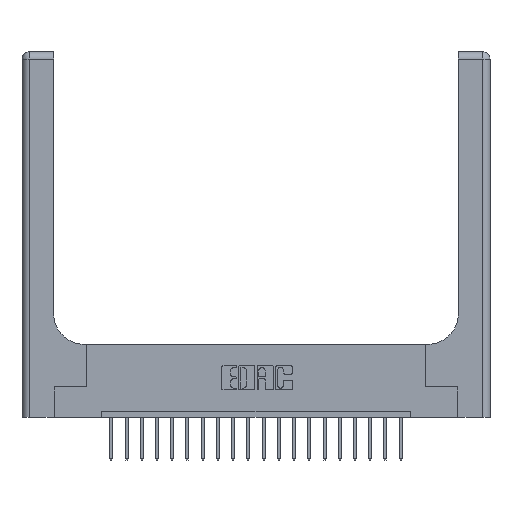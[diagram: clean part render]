
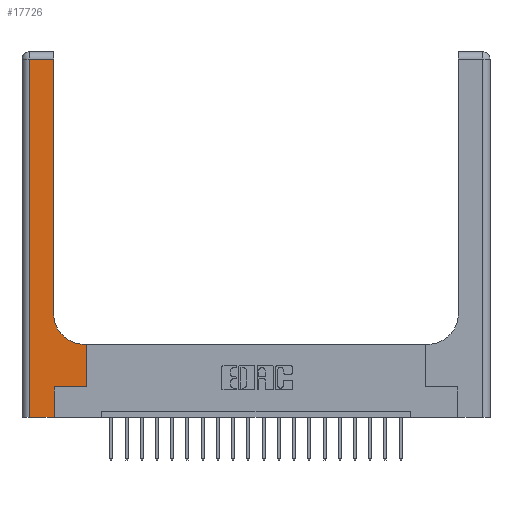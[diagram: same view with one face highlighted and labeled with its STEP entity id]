
A CAD part, top view. The second image highlights one B-rep face of the part: STEP entity #17726.
In plain terms, the highlighted planar face has unit normal (0, 0, 1).
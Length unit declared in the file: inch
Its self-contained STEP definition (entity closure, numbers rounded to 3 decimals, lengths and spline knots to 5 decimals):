
#29 = CARTESIAN_POINT ( 'NONE',  ( 0.06, 3., 0.37 ) ) ;
#1034 = AXIS2_PLACEMENT_3D ( 'NONE', #12207, #20091, #10629 ) ;
#1143 = LINE ( 'NONE', #1303, #3372 ) ;
#1303 = CARTESIAN_POINT ( 'NONE',  ( 0.26, 0.6, 0.37 ) ) ;
#1304 = ORIENTED_EDGE ( 'NONE', *, *, #11512, .T. ) ;
#1321 = LINE ( 'NONE', #19126, #3036 ) ;
#1510 = EDGE_CURVE ( 'NONE', #3695, #7652, #11350, .T. ) ;
#1785 = CARTESIAN_POINT ( 'NONE',  ( 0.51, 0.6, 0.37 ) ) ;
#1987 = ORIENTED_EDGE ( 'NONE', *, *, #3165, .T. ) ;
#2606 = AXIS2_PLACEMENT_3D ( 'NONE', #15291, #18333, #18592 ) ;
#2612 = ORIENTED_EDGE ( 'NONE', *, *, #1510, .T. ) ;
#2859 = VECTOR ( 'NONE', #17746, 39.37008 ) ;
#3036 = VECTOR ( 'NONE', #3511, 39.37008 ) ;
#3165 = EDGE_CURVE ( 'NONE', #13410, #4455, #14263, .T. ) ;
#3304 = DIRECTION ( 'NONE',  ( 1., 0., 0. ) ) ;
#3341 = VECTOR ( 'NONE', #3304, 39.37008 ) ;
#3357 = CARTESIAN_POINT ( 'NONE',  ( 0.26, 2.94, 0.37 ) ) ;
#3372 = VECTOR ( 'NONE', #18708, 39.37008 ) ;
#3511 = DIRECTION ( 'NONE',  ( 0., 1., 0. ) ) ;
#3549 = DIRECTION ( 'NONE',  ( -1., 0., 0. ) ) ;
#3695 = VERTEX_POINT ( 'NONE', #13273 ) ;
#3930 = VERTEX_POINT ( 'NONE', #3357 ) ;
#4455 = VERTEX_POINT ( 'NONE', #9743 ) ;
#4980 = CARTESIAN_POINT ( 'NONE',  ( 0.06, 0., 0.37 ) ) ;
#5612 = VERTEX_POINT ( 'NONE', #1785 ) ;
#5627 = ORIENTED_EDGE ( 'NONE', *, *, #6255, .T. ) ;
#5650 = ORIENTED_EDGE ( 'NONE', *, *, #15547, .T. ) ;
#5861 = EDGE_CURVE ( 'NONE', #7577, #9567, #17984, .T. ) ;
#6229 = FACE_OUTER_BOUND ( 'NONE', #13172, .T. ) ;
#6255 = EDGE_CURVE ( 'NONE', #10233, #3930, #1321, .T. ) ;
#6847 = CARTESIAN_POINT ( 'NONE',  ( 0., 0., 0.37 ) ) ;
#7577 = VERTEX_POINT ( 'NONE', #14925 ) ;
#7652 = VERTEX_POINT ( 'NONE', #12068 ) ;
#7670 = EDGE_CURVE ( 'NONE', #5612, #10233, #15909, .T. ) ;
#8037 = DIRECTION ( 'NONE',  ( 0., -1., 0. ) ) ;
#9567 = VERTEX_POINT ( 'NONE', #4980 ) ;
#9597 = LINE ( 'NONE', #12765, #3341 ) ;
#9743 = CARTESIAN_POINT ( 'NONE',  ( 0.265, 0.25, 0.37 ) ) ;
#9974 = CARTESIAN_POINT ( 'NONE',  ( 0.26, 0.85, 0.37 ) ) ;
#10233 = VERTEX_POINT ( 'NONE', #9974 ) ;
#10538 = ORIENTED_EDGE ( 'NONE', *, *, #13991, .T. ) ;
#10629 = DIRECTION ( 'NONE',  ( 1., 0., 0. ) ) ;
#11285 = VECTOR ( 'NONE', #13047, 39.37008 ) ;
#11292 = CARTESIAN_POINT ( 'NONE',  ( 0.528, 0.25, 0.37 ) ) ;
#11350 = LINE ( 'NONE', #11292, #2859 ) ;
#11509 = DIRECTION ( 'NONE',  ( 1., 0., 0. ) ) ;
#11512 = EDGE_CURVE ( 'NONE', #4455, #3695, #9597, .T. ) ;
#12027 = PLANE ( 'NONE',  #2606 ) ;
#12047 = LINE ( 'NONE', #17930, #18730 ) ;
#12068 = CARTESIAN_POINT ( 'NONE',  ( 0.528, 0.6, 0.37 ) ) ;
#12207 = CARTESIAN_POINT ( 'NONE',  ( 0.51, 0.85, 0.37 ) ) ;
#12765 = CARTESIAN_POINT ( 'NONE',  ( 0.265, 0.25, 0.37 ) ) ;
#13047 = DIRECTION ( 'NONE',  ( 0., 1., 0. ) ) ;
#13172 = EDGE_LOOP ( 'NONE', ( #5627, #5650, #14161, #14707, #1987, #1304, #2612, #10538, #18842 ) ) ;
#13273 = CARTESIAN_POINT ( 'NONE',  ( 0.528, 0.25, 0.37 ) ) ;
#13410 = VERTEX_POINT ( 'NONE', #16232 ) ;
#13761 = VECTOR ( 'NONE', #8037, 39.37008 ) ;
#13991 = EDGE_CURVE ( 'NONE', #7652, #5612, #1143, .T. ) ;
#14161 = ORIENTED_EDGE ( 'NONE', *, *, #5861, .T. ) ;
#14263 = LINE ( 'NONE', #16418, #11285 ) ;
#14707 = ORIENTED_EDGE ( 'NONE', *, *, #19960, .T. ) ;
#14925 = CARTESIAN_POINT ( 'NONE',  ( 0.06, 2.94, 0.37 ) ) ;
#15291 = CARTESIAN_POINT ( 'NONE',  ( 0., 3., 0.37 ) ) ;
#15524 = VECTOR ( 'NONE', #11509, 39.37008 ) ;
#15547 = EDGE_CURVE ( 'NONE', #3930, #7577, #12047, .T. ) ;
#15909 = CIRCLE ( 'NONE', #1034, 0.25 ) ;
#16232 = CARTESIAN_POINT ( 'NONE',  ( 0.265, 0., 0.37 ) ) ;
#16418 = CARTESIAN_POINT ( 'NONE',  ( 0.265, 0., 0.37 ) ) ;
#17726 = ADVANCED_FACE ( 'NONE', ( #6229 ), #12027, .F. ) ;
#17746 = DIRECTION ( 'NONE',  ( 0., 1., 0. ) ) ;
#17930 = CARTESIAN_POINT ( 'NONE',  ( 0., 2.94, 0.37 ) ) ;
#17984 = LINE ( 'NONE', #29, #13761 ) ;
#18333 = DIRECTION ( 'NONE',  ( 0., 0., -1. ) ) ;
#18592 = DIRECTION ( 'NONE',  ( -1., 0., 0. ) ) ;
#18708 = DIRECTION ( 'NONE',  ( -1., 0., 0. ) ) ;
#18730 = VECTOR ( 'NONE', #3549, 39.37008 ) ;
#18842 = ORIENTED_EDGE ( 'NONE', *, *, #7670, .T. ) ;
#19126 = CARTESIAN_POINT ( 'NONE',  ( 0.26, 3., 0.37 ) ) ;
#19729 = LINE ( 'NONE', #6847, #15524 ) ;
#19960 = EDGE_CURVE ( 'NONE', #9567, #13410, #19729, .T. ) ;
#20091 = DIRECTION ( 'NONE',  ( 0., 0., -1. ) ) ;
